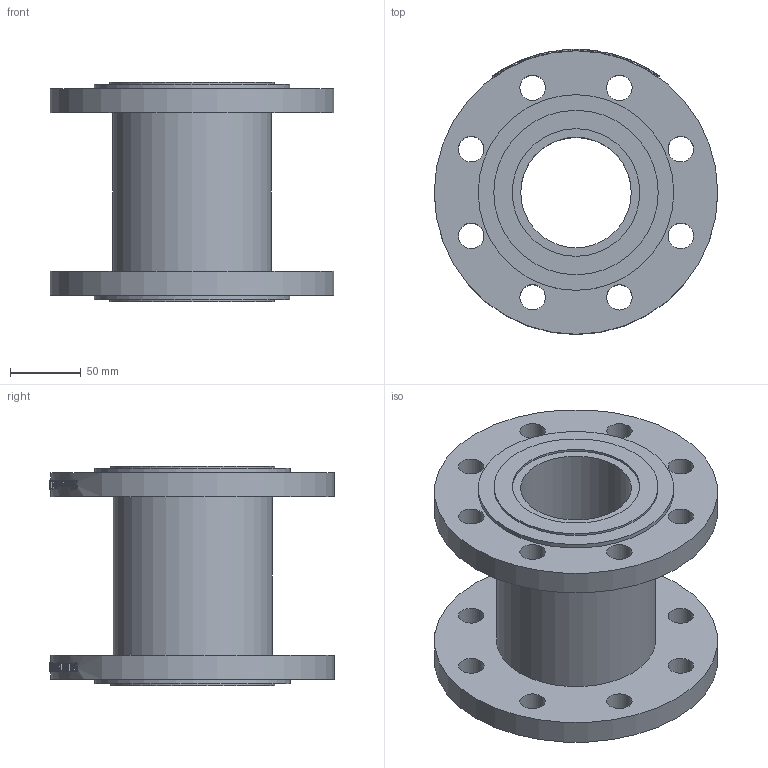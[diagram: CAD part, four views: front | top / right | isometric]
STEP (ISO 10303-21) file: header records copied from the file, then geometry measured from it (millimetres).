
FILE_DESCRIPTION(/* description */ ('1521080'),/* implementation_level */ '2;1');
FILE_NAME(/* name */ '1521080.stp',/* time_stamp */ '2018-02-07T16:00:33+01:00',/* author */ ('jmorand'),/* organization */ ('Sferaco'),/* preprocessor_version */ 'ST-DEVELOPER v16.5',/* originating_system */ 'Autodesk Inventor 2017',/* authorisation */ '');
FILE_SCHEMA (('CONFIG_CONTROL_DESIGN'));
Length unit declared in the file: millimetre
Products named in the file (1): 1521080_corps
Bounding box: 200 x 201 x 155 mm (x, y, z)
Volume: 1478897.4 mm3; surface area: 207567.8 mm2
Topology: 1 solids, 1 shells, 896 faces, 2429 edges, 1625 vertices
Faces by surface type: bspline 478, plane 310, cylinder 108
Full cylindrical faces by diameter (mm): 18 x16, 78 x1, 90 x2, 112 x1, 116 x2, 138 x2, 200 x2
Entity records: 40906 total; most frequent: CARTESIAN_POINT 20499, ORIENTED_EDGE 4772, DIRECTION 2632, EDGE_CURVE 2386, VERTEX_POINT 1608, LINE 1082, VECTOR 1082, EDGE_LOOP 1046
